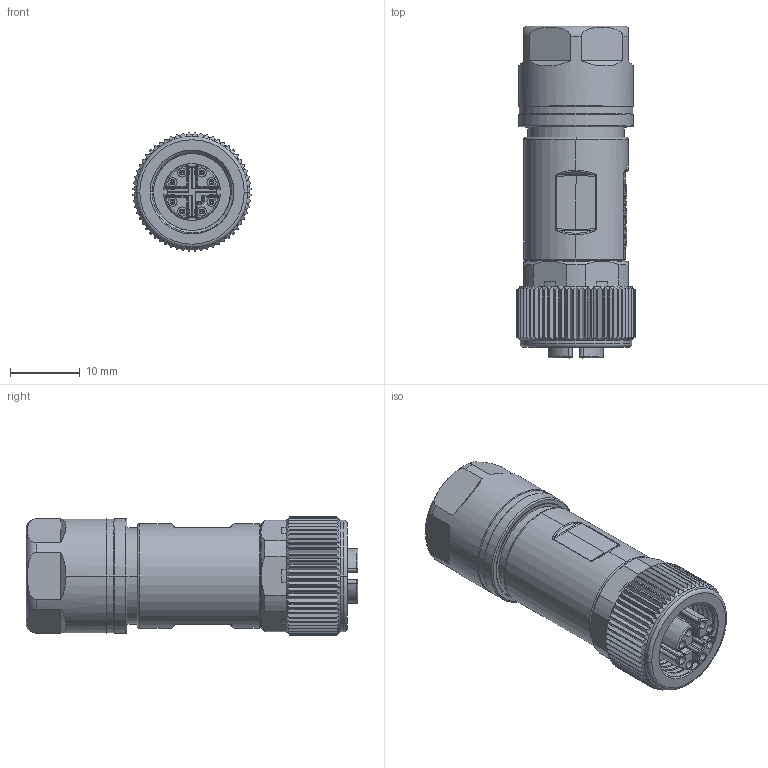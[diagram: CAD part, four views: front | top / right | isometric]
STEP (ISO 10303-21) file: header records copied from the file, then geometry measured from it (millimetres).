
FILE_DESCRIPTION((''),'2;1');
FILE_NAME('M12-FC08X-T-D8-SH_SW0001','2021-09-23T',('tc.chen'),(''),'PRO/ENGINEER BY PARAMETRIC TECHNOLOGY CORPORATION, 2012480','PRO/ENGINEER BY PARAMETRIC TECHNOLOGY CORPORATION, 2012480','');
FILE_SCHEMA(('AUTOMOTIVE_DESIGN { 1 0 10303 214 1 1 1 1 }'));
Length unit declared in the file: millimetre
Products named in the file (1): M12-FC08X-T-D8-SH_SW0001
Bounding box: 16.98 x 47.7 x 16.98 mm (x, y, z)
Volume: 8330.5 mm3; surface area: 4839.8 mm2
Topology: 1 solids, 2 shells, 888 faces, 2344 edges, 1489 vertices
Faces by surface type: plane 371, cylinder 287, cone 106, bspline 94, torus 30
Entity records: 39433 total; most frequent: CARTESIAN_POINT 18630, ORIENTED_EDGE 4656, DIRECTION 3926, EDGE_CURVE 2328, AXIS2_PLACEMENT_3D 1531, VERTEX_POINT 1489, EDGE_LOOP 939, FACE_OUTER_BOUND 888
